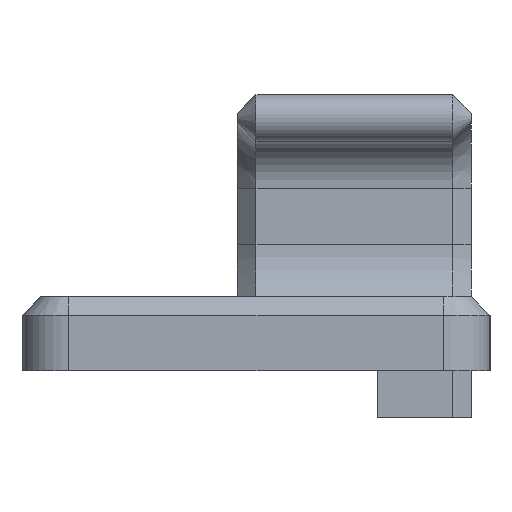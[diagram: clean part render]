
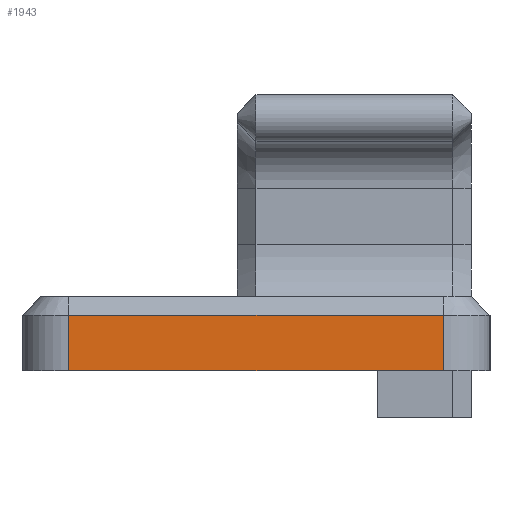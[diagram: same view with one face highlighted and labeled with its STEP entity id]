
A CAD part, front view. The second image highlights one B-rep face of the part: STEP entity #1943.
In plain terms, the highlighted planar face has unit normal (0, -1, 0).
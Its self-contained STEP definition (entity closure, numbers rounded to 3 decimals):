
#127=FACE_OUTER_BOUND('',#250,.T.);
#250=EDGE_LOOP('',(#1330,#1331,#1332,#1333));
#387=LINE('',#2900,#619);
#394=LINE('',#2915,#626);
#395=LINE('',#2919,#627);
#396=LINE('',#2920,#628);
#619=VECTOR('',#2301,10.);
#626=VECTOR('',#2314,10.);
#627=VECTOR('',#2319,10.);
#628=VECTOR('',#2320,10.);
#851=VERTEX_POINT('',#2897);
#852=VERTEX_POINT('',#2899);
#857=VERTEX_POINT('',#2914);
#858=VERTEX_POINT('',#2918);
#1026=EDGE_CURVE('',#851,#852,#387,.T.);
#1034=EDGE_CURVE('',#852,#857,#394,.T.);
#1036=EDGE_CURVE('',#858,#851,#395,.T.);
#1037=EDGE_CURVE('',#857,#858,#396,.T.);
#1330=ORIENTED_EDGE('',*,*,#1026,.F.);
#1331=ORIENTED_EDGE('',*,*,#1036,.F.);
#1332=ORIENTED_EDGE('',*,*,#1037,.F.);
#1333=ORIENTED_EDGE('',*,*,#1034,.F.);
#1856=PLANE('',#2097);
#1943=ADVANCED_FACE('',(#127),#1856,.F.);
#2097=AXIS2_PLACEMENT_3D('',#2917,#2317,#2318);
#2301=DIRECTION('',(-1.,0.,0.));
#2314=DIRECTION('',(0.,0.,1.));
#2317=DIRECTION('center_axis',(0.,1.,0.));
#2318=DIRECTION('ref_axis',(0.,0.,1.));
#2319=DIRECTION('',(0.,0.,-1.));
#2320=DIRECTION('',(1.,0.,0.));
#2897=CARTESIAN_POINT('',(45.,0.,-2.5));
#2899=CARTESIAN_POINT('',(5.,0.,-2.5));
#2900=CARTESIAN_POINT('',(0.,0.,-2.5));
#2914=CARTESIAN_POINT('',(5.,0.,3.4));
#2915=CARTESIAN_POINT('',(5.,0.,5.));
#2917=CARTESIAN_POINT('Origin',(0.,0.,5.));
#2918=CARTESIAN_POINT('',(45.,0.,3.4));
#2919=CARTESIAN_POINT('',(45.,0.,5.2));
#2920=CARTESIAN_POINT('',(1.,0.,3.4));
